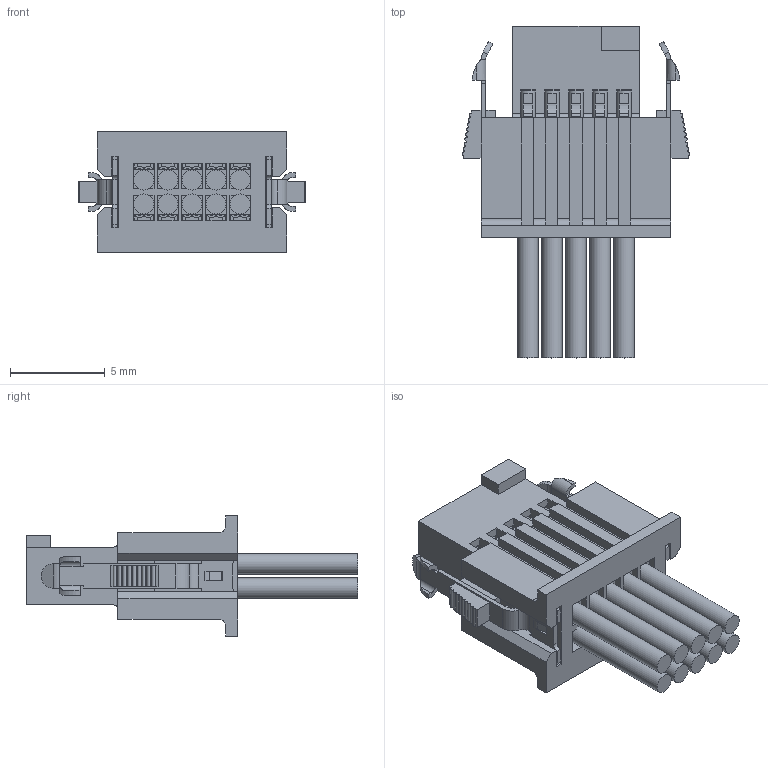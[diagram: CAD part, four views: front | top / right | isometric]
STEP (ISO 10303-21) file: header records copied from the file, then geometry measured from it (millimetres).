
FILE_DESCRIPTION(/* description */ ('STEP AP214'),/* implementation_level */ '2;1');
FILE_NAME(/* name */ 'SFSD-05-28-H-05.00-SR',/* time_stamp */ '2024-03-12T23:49:18+01:00',/* author */ ('License CC BY-ND 4.0'),/* organization */ ('CADENAS'),/* preprocessor_version */ 'ST-DEVELOPER v19.3',/* originating_system */ 'PARTsolutions',/* authorisation */ ' ');
FILE_SCHEMA (('AUTOMOTIVE_DESIGN {1 0 10303 214 3 1 1}'));
Length unit declared in the file: inch
Products named in the file (5): SFSD-05-28-H-05.00-SR; SFSD-05-28-SR_b; SFSD-05-28-D-NUS_ca; SFSX-RL; SFSD-05_p
Assembly tree (6 placements, depth 2):
  SFSD-05-28-H-05.00-SR
    SFSD-05-28-SR_b
    SFSD-05-28-D-NUS_ca
    SFSX-RL  x2
    SFSD-05_p  x2
Bounding box: 12.01 x 17.53 x 6.35 mm (x, y, z)
Volume: 339.5 mm3; surface area: 1848.9 mm2
Topology: 6 solids, 6 shells, 1383 faces, 3783 edges, 2359 vertices
Faces by surface type: plane 1027, cylinder 316, cone 40
Full cylindrical faces by diameter (mm): 0.584 x10, 1.067 x10
Entity records: 30069 total; most frequent: CARTESIAN_POINT 4857, ORIENTED_EDGE 4814, DIRECTION 4595, EDGE_CURVE 2407, LINE 1973, VECTOR 1973, VERTEX_POINT 1520, AXIS2_PLACEMENT_3D 1311
